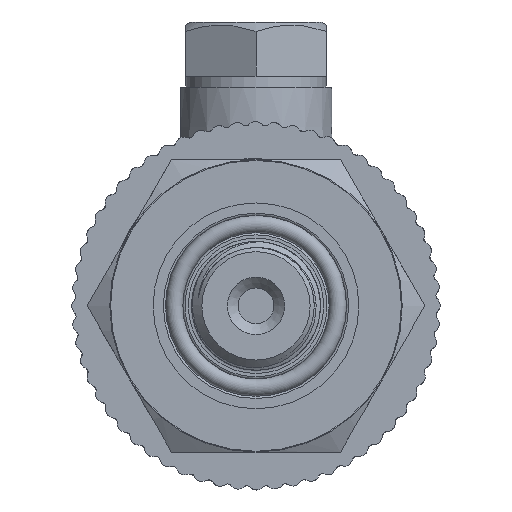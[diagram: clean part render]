
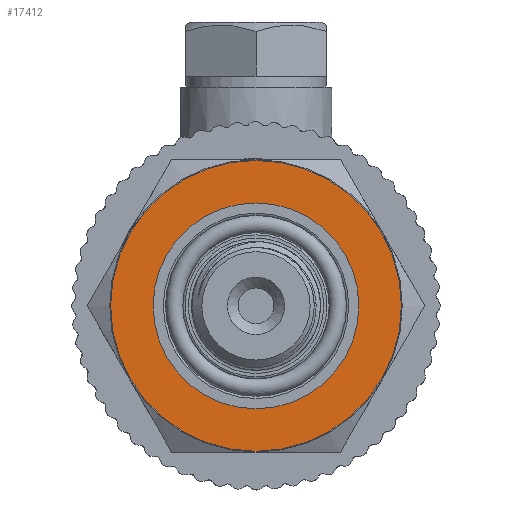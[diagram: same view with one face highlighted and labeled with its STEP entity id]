
A CAD part, left-side view. The second image highlights one B-rep face of the part: STEP entity #17412.
In plain terms, the highlighted planar face has unit normal (-1, 0, 0).
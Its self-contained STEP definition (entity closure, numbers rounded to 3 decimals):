
#651=PLANE('',#18302);
#820=FACE_BOUND('',#2243,.T.);
#1220=FACE_OUTER_BOUND('',#2242,.T.);
#2242=EDGE_LOOP('',(#12944));
#2243=EDGE_LOOP('',(#12945));
#3008=CIRCLE('',#18303,13.425);
#3009=CIRCLE('',#18304,9.5);
#7142=VERTEX_POINT('',#32850);
#7143=VERTEX_POINT('',#32852);
#9309=EDGE_CURVE('',#7142,#7142,#3008,.T.);
#9310=EDGE_CURVE('',#7143,#7143,#3009,.T.);
#12944=ORIENTED_EDGE('',*,*,#9309,.F.);
#12945=ORIENTED_EDGE('',*,*,#9310,.T.);
#17412=ADVANCED_FACE('',(#1220,#820),#651,.F.);
#18302=AXIS2_PLACEMENT_3D('',#32849,#19884,#19885);
#18303=AXIS2_PLACEMENT_3D('',#32851,#19886,#19887);
#18304=AXIS2_PLACEMENT_3D('',#32853,#19888,#19889);
#19884=DIRECTION('center_axis',(1.,0.,0.));
#19885=DIRECTION('ref_axis',(0.,0.,-1.));
#19886=DIRECTION('center_axis',(1.,0.,0.));
#19887=DIRECTION('ref_axis',(0.,1.,0.));
#19888=DIRECTION('center_axis',(1.,0.,0.));
#19889=DIRECTION('ref_axis',(0.,0.,-1.));
#32849=CARTESIAN_POINT('Origin',(-48.,9.5,0.));
#32850=CARTESIAN_POINT('',(-48.,-13.425,0.));
#32851=CARTESIAN_POINT('Origin',(-48.,0.,0.));
#32852=CARTESIAN_POINT('',(-48.,-9.5,0.));
#32853=CARTESIAN_POINT('Origin',(-48.,0.,0.));
